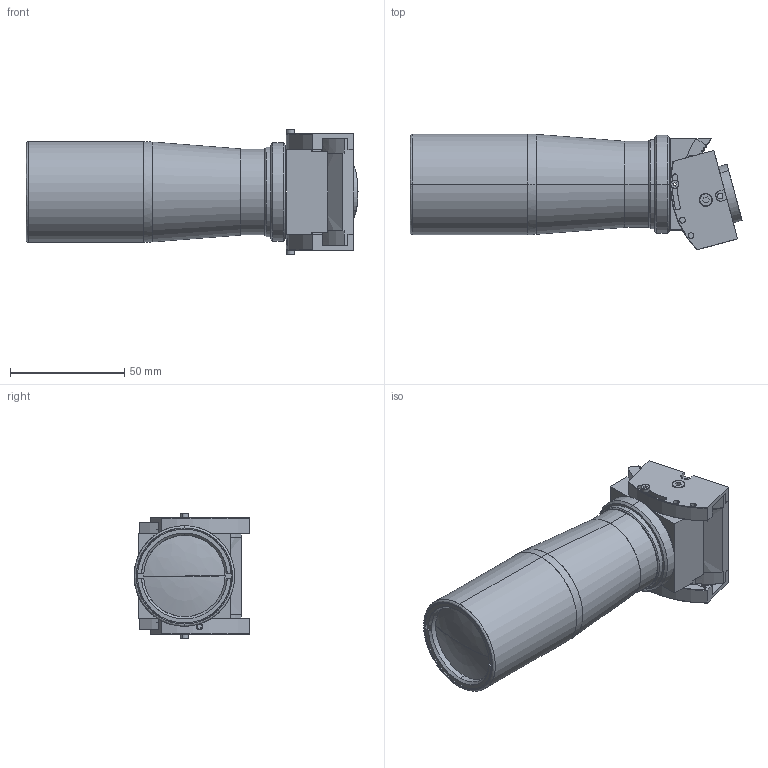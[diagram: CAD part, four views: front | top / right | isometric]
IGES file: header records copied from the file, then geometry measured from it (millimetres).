
Start section: SolidWorks IGES file using analytic representation for surfaces
Global section: file name: TCSM024.IGS; native system: SolidWorks 2013; preprocessor: SolidWorks 2013; author: piermario; date: 151008.122631; units: millimetre
Bounding box: 145.24 x 50.65 x 55 mm (x, y, z)
Surface area: 38525.6 mm2 (no closed solid volume)
Topology: 0 solids, 0 shells, 307 faces, 5005 edges, 5002 vertices
Faces by surface type: revolution 166, bspline 141
